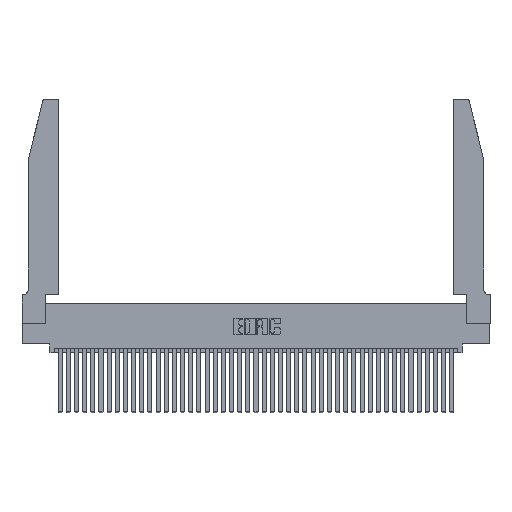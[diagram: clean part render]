
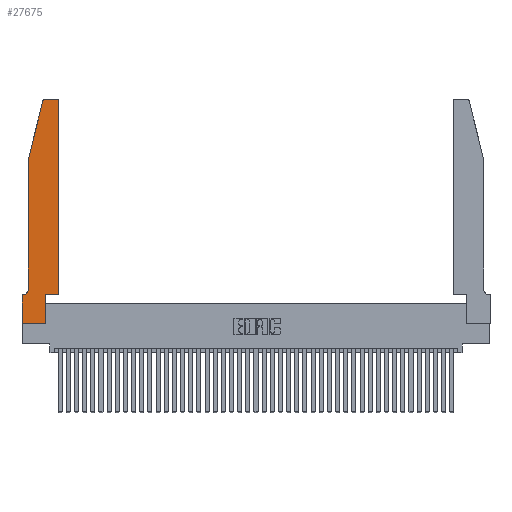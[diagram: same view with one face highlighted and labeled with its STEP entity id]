
A CAD part, top view. The second image highlights one B-rep face of the part: STEP entity #27675.
In plain terms, the highlighted planar face has unit normal (0, 0, 1).
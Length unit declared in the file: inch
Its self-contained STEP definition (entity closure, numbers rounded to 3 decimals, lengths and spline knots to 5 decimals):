
#282 = CARTESIAN_POINT ( 'NONE',  ( 0.0055, 0.35, 0.37 ) ) ;
#1401 = CARTESIAN_POINT ( 'NONE',  ( 0.284, 2.75, 0.37 ) ) ;
#1927 = CARTESIAN_POINT ( 'NONE',  ( 0.2605, 2.75, 0.37 ) ) ;
#2539 = ORIENTED_EDGE ( 'NONE', *, *, #25968, .T. ) ;
#2583 = VERTEX_POINT ( 'NONE', #15405 ) ;
#3430 = VECTOR ( 'NONE', #5974, 39.37008 ) ;
#3531 = CARTESIAN_POINT ( 'NONE',  ( 0., 0.35, 0.37 ) ) ;
#3899 = CARTESIAN_POINT ( 'NONE',  ( 0., 0., 0.37 ) ) ;
#4264 = VERTEX_POINT ( 'NONE', #19374 ) ;
#4833 = CARTESIAN_POINT ( 'NONE',  ( 0.0755, 2., 0.37 ) ) ;
#5695 = CARTESIAN_POINT ( 'NONE',  ( 0.0755, 0.42, 0.37 ) ) ;
#5974 = DIRECTION ( 'NONE',  ( -0.239, -0.971, 0. ) ) ;
#6842 = DIRECTION ( 'NONE',  ( 1., 0., 0. ) ) ;
#7097 = EDGE_CURVE ( 'NONE', #2583, #13523, #30983, .T. ) ;
#7359 = AXIS2_PLACEMENT_3D ( 'NONE', #21452, #31259, #33160 ) ;
#8088 = DIRECTION ( 'NONE',  ( -1., 0., 0. ) ) ;
#9551 = ORIENTED_EDGE ( 'NONE', *, *, #40960, .T. ) ;
#9594 = ORIENTED_EDGE ( 'NONE', *, *, #31559, .T. ) ;
#9626 = EDGE_CURVE ( 'NONE', #29172, #34795, #36745, .T. ) ;
#10342 = AXIS2_PLACEMENT_3D ( 'NONE', #41753, #19170, #22344 ) ;
#10552 = CARTESIAN_POINT ( 'NONE',  ( 0.4505, 0.35, 0.37 ) ) ;
#11566 = VECTOR ( 'NONE', #22391, 39.37008 ) ;
#11637 = CARTESIAN_POINT ( 'NONE',  ( 0.4205, 2.75, 0.37 ) ) ;
#11653 = LINE ( 'NONE', #38881, #41155 ) ;
#12260 = VERTEX_POINT ( 'NONE', #30586 ) ;
#12377 = EDGE_CURVE ( 'NONE', #12260, #19206, #39954, .T. ) ;
#13523 = VERTEX_POINT ( 'NONE', #10552 ) ;
#14242 = CARTESIAN_POINT ( 'NONE',  ( 0., 0.35, 0.37 ) ) ;
#15405 = CARTESIAN_POINT ( 'NONE',  ( 0.2865, 0.35, 0.37 ) ) ;
#15918 = ORIENTED_EDGE ( 'NONE', *, *, #12377, .T. ) ;
#16250 = ORIENTED_EDGE ( 'NONE', *, *, #19678, .T. ) ;
#16572 = ORIENTED_EDGE ( 'NONE', *, *, #29408, .T. ) ;
#17224 = AXIS2_PLACEMENT_3D ( 'NONE', #3531, #26447, #6842 ) ;
#18570 = LINE ( 'NONE', #22899, #27267 ) ;
#18765 = DIRECTION ( 'NONE',  ( 1., 0., 0. ) ) ;
#19170 = DIRECTION ( 'NONE',  ( 0., 0., 1. ) ) ;
#19206 = VERTEX_POINT ( 'NONE', #5695 ) ;
#19374 = CARTESIAN_POINT ( 'NONE',  ( 0.25487, 2.72718, 0.37 ) ) ;
#19678 = EDGE_CURVE ( 'NONE', #34795, #4264, #36650, .T. ) ;
#20260 = VERTEX_POINT ( 'NONE', #31736 ) ;
#21017 = EDGE_CURVE ( 'NONE', #4264, #12260, #29559, .T. ) ;
#21452 = CARTESIAN_POINT ( 'NONE',  ( 0.0055, 0.42, 0.37 ) ) ;
#21700 = VERTEX_POINT ( 'NONE', #14242 ) ;
#22344 = DIRECTION ( 'NONE',  ( 1., 0., 0. ) ) ;
#22391 = DIRECTION ( 'NONE',  ( 1., 0., 0. ) ) ;
#22899 = CARTESIAN_POINT ( 'NONE',  ( 0.2865, 0.35, 0.37 ) ) ;
#22988 = CARTESIAN_POINT ( 'NONE',  ( 0.4505, 2.72, 0.37 ) ) ;
#23009 = FACE_OUTER_BOUND ( 'NONE', #29334, .T. ) ;
#23273 = ORIENTED_EDGE ( 'NONE', *, *, #9626, .T. ) ;
#23310 = LINE ( 'NONE', #3899, #36431 ) ;
#23413 = DIRECTION ( 'NONE',  ( 1., 0., 0. ) ) ;
#24050 = DIRECTION ( 'NONE',  ( 0., -1., 0. ) ) ;
#24086 = LINE ( 'NONE', #31301, #37216 ) ;
#25953 = CARTESIAN_POINT ( 'NONE',  ( 0.4505, 0.35, 0.37 ) ) ;
#25968 = EDGE_CURVE ( 'NONE', #19206, #26832, #41920, .T. ) ;
#26447 = DIRECTION ( 'NONE',  ( 0., 0., 1. ) ) ;
#26464 = ORIENTED_EDGE ( 'NONE', *, *, #21017, .T. ) ;
#26832 = VERTEX_POINT ( 'NONE', #282 ) ;
#26894 = LINE ( 'NONE', #30909, #38525 ) ;
#27267 = VECTOR ( 'NONE', #32262, 39.37008 ) ;
#27675 = ADVANCED_FACE ( 'NONE', ( #23009 ), #36026, .T. ) ;
#28500 = CARTESIAN_POINT ( 'NONE',  ( 0.284, 2.72, 0.37 ) ) ;
#29172 = VERTEX_POINT ( 'NONE', #11637 ) ;
#29334 = EDGE_LOOP ( 'NONE', ( #23273, #16250, #26464, #15918, #2539, #9551, #40125, #31516, #9594, #41738, #16572, #31135 ) ) ;
#29408 = EDGE_CURVE ( 'NONE', #13523, #36453, #11653, .T. ) ;
#29503 = CIRCLE ( 'NONE', #10342, 0.03 ) ;
#29559 = LINE ( 'NONE', #42016, #3430 ) ;
#30586 = CARTESIAN_POINT ( 'NONE',  ( 0.0755, 2., 0.37 ) ) ;
#30909 = CARTESIAN_POINT ( 'NONE',  ( 0.0755, 0.35, 0.37 ) ) ;
#30983 = LINE ( 'NONE', #25953, #11566 ) ;
#31135 = ORIENTED_EDGE ( 'NONE', *, *, #35106, .T. ) ;
#31259 = DIRECTION ( 'NONE',  ( 0., 0., -1. ) ) ;
#31301 = CARTESIAN_POINT ( 'NONE',  ( 0., 0., 0.37 ) ) ;
#31389 = VECTOR ( 'NONE', #24050, 39.37008 ) ;
#31516 = ORIENTED_EDGE ( 'NONE', *, *, #35676, .T. ) ;
#31559 = EDGE_CURVE ( 'NONE', #42160, #2583, #18570, .T. ) ;
#31736 = CARTESIAN_POINT ( 'NONE',  ( 0., 0., 0.37 ) ) ;
#32262 = DIRECTION ( 'NONE',  ( 0., 1., 0. ) ) ;
#33160 = DIRECTION ( 'NONE',  ( -1., 0., 0. ) ) ;
#33171 = EDGE_CURVE ( 'NONE', #21700, #20260, #24086, .T. ) ;
#33728 = CARTESIAN_POINT ( 'NONE',  ( 0.2865, 0., 0.37 ) ) ;
#34553 = DIRECTION ( 'NONE',  ( 0., -1., 0. ) ) ;
#34628 = DIRECTION ( 'NONE',  ( -1., 0., 0. ) ) ;
#34795 = VERTEX_POINT ( 'NONE', #1401 ) ;
#35106 = EDGE_CURVE ( 'NONE', #36453, #29172, #29503, .T. ) ;
#35676 = EDGE_CURVE ( 'NONE', #20260, #42160, #23310, .T. ) ;
#35757 = VECTOR ( 'NONE', #34628, 39.37008 ) ;
#36026 = PLANE ( 'NONE',  #17224 ) ;
#36431 = VECTOR ( 'NONE', #23413, 39.37008 ) ;
#36453 = VERTEX_POINT ( 'NONE', #22988 ) ;
#36650 = CIRCLE ( 'NONE', #40652, 0.03 ) ;
#36745 = LINE ( 'NONE', #1927, #35757 ) ;
#37216 = VECTOR ( 'NONE', #34553, 39.37008 ) ;
#38209 = DIRECTION ( 'NONE',  ( 0., 0., 1. ) ) ;
#38525 = VECTOR ( 'NONE', #8088, 39.37008 ) ;
#38749 = DIRECTION ( 'NONE',  ( 0., 1., 0. ) ) ;
#38881 = CARTESIAN_POINT ( 'NONE',  ( 0.4505, 0.35, 0.37 ) ) ;
#39954 = LINE ( 'NONE', #4833, #31389 ) ;
#40125 = ORIENTED_EDGE ( 'NONE', *, *, #33171, .T. ) ;
#40652 = AXIS2_PLACEMENT_3D ( 'NONE', #28500, #38209, #18765 ) ;
#40960 = EDGE_CURVE ( 'NONE', #26832, #21700, #26894, .T. ) ;
#41155 = VECTOR ( 'NONE', #38749, 39.37008 ) ;
#41738 = ORIENTED_EDGE ( 'NONE', *, *, #7097, .T. ) ;
#41753 = CARTESIAN_POINT ( 'NONE',  ( 0.4205, 2.72, 0.37 ) ) ;
#41920 = CIRCLE ( 'NONE', #7359, 0.07 ) ;
#42016 = CARTESIAN_POINT ( 'NONE',  ( 0.0755, 2., 0.37 ) ) ;
#42160 = VERTEX_POINT ( 'NONE', #33728 ) ;
